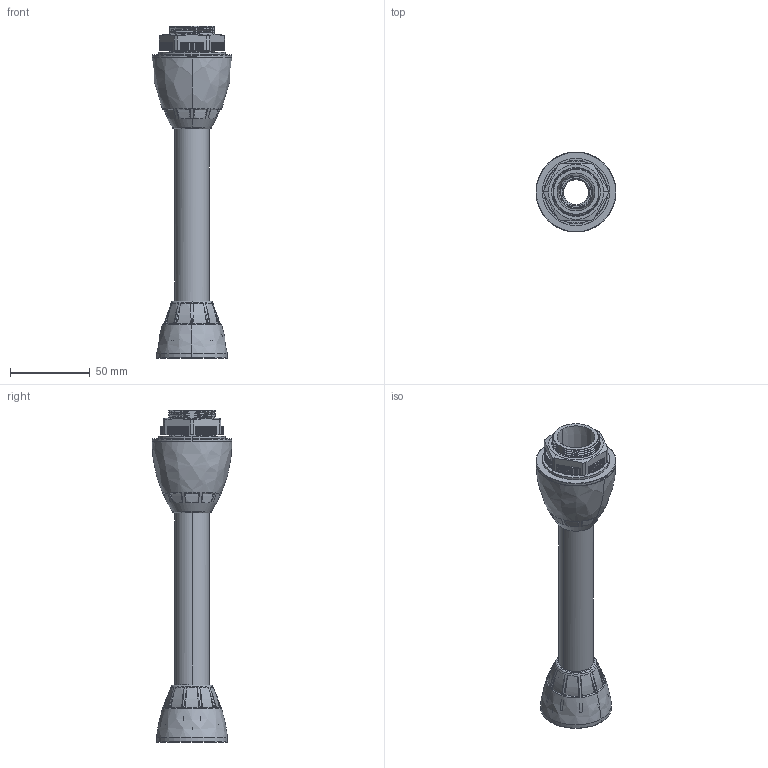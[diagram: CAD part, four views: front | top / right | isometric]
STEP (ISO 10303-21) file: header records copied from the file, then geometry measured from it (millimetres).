
FILE_DESCRIPTION((''),'2;1');
FILE_NAME('199773_ASM','2017-06-21T',('PDMAdmin'),('BANNER ENGINEERING'),'CREO PARAMETRIC BY PTC INC, 2016260','CREO PARAMETRIC BY PTC INC, 2016260','');
FILE_SCHEMA(('CONFIG_CONTROL_DESIGN'));
Products named in the file (8): 191131; 200771_GENERIC; 131922; 191129; 144285; 27772; 08249; 199773_ASM
Assembly tree (7 placements, depth 2):
  199773_ASM
    191131
    200771_GENERIC
    131922
    191129
    144285
    27772
    08249
Bounding box: 50.01 x 50.01 x 207.54 mm (x, y, z)
Volume: 73885.2 mm3; surface area: 70509.6 mm2
Topology: 7 solids, 8 shells, 927 faces, 2677 edges, 1751 vertices
Faces by surface type: cylinder 315, bspline 267, plane 234, cone 65, torus 42, sphere 4
Entity records: 86064 total; most frequent: CARTESIAN_POINT 63777, ORIENTED_EDGE 5350, DIRECTION 3636, EDGE_CURVE 2677, VERTEX_POINT 1751, AXIS2_PLACEMENT_3D 1326, B_SPLINE_CURVE_WITH_KNOTS 1044, VECTOR 984
